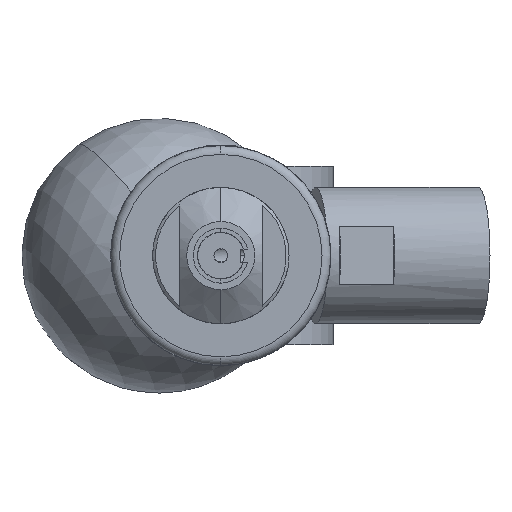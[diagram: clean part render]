
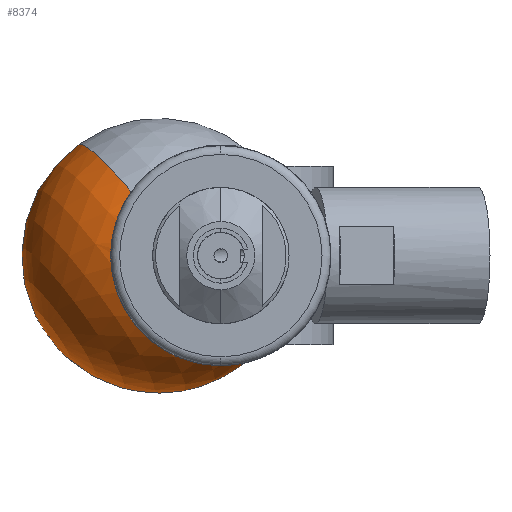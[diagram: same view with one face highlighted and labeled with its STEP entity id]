
A CAD part, left-side view. The second image highlights one B-rep face of the part: STEP entity #8374.
In plain terms, the highlighted spherical face has radius 15.875 mm.
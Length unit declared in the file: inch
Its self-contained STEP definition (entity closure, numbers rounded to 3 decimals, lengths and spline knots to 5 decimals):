
#478 = EDGE_CURVE ( 'NONE', #13012, #8698, #12336, .T. ) ;
#879 = AXIS2_PLACEMENT_3D ( 'NONE', #10821, #4172, #7522 ) ;
#1003 = DIRECTION ( 'NONE',  ( 0.988, 0.156, 0. ) ) ;
#1098 = CARTESIAN_POINT ( 'NONE',  ( 6.57877, 0.3349, 0.20274 ) ) ;
#1369 = VERTEX_POINT ( 'NONE', #1098 ) ;
#2042 = DIRECTION ( 'NONE',  ( 0.092, -0.578, -0.811 ) ) ;
#3323 = EDGE_CURVE ( 'NONE', #13012, #1369, #6388, .T. ) ;
#3990 = DIRECTION ( 'NONE',  ( 0., -0.59, -0.808 ) ) ;
#4172 = DIRECTION ( 'NONE',  ( 0.988, 0.156, 0. ) ) ;
#4410 = EDGE_CURVE ( 'NONE', #8698, #10907, #9938, .T. ) ;
#4436 = CARTESIAN_POINT ( 'NONE',  ( 6.60165, 0.19044, 0. ) ) ;
#4594 = CARTESIAN_POINT ( 'NONE',  ( 7.78472, 0.37782, 0. ) ) ;
#5132 = DIRECTION ( 'NONE',  ( -0.127, 0.801, -0.585 ) ) ;
#6388 = CIRCLE ( 'NONE', #8311, 0.625 ) ;
#6587 = EDGE_LOOP ( 'NONE', ( #8336, #9324, #12458, #14397 ) ) ;
#6658 = DIRECTION ( 'NONE',  ( 0.127, -0.801, 0.585 ) ) ;
#7283 = AXIS2_PLACEMENT_3D ( 'NONE', #11801, #5132, #10724 ) ;
#7522 = DIRECTION ( 'NONE',  ( 0.127, -0.801, 0.585 ) ) ;
#7626 = CARTESIAN_POINT ( 'NONE',  ( 7.16742, 0.28004, 0. ) ) ;
#7949 = DIRECTION ( 'NONE',  ( 0.127, -0.801, 0.585 ) ) ;
#8311 = AXIS2_PLACEMENT_3D ( 'NONE', #14780, #7949, #3990 ) ;
#8336 = ORIENTED_EDGE ( 'NONE', *, *, #3323, .F. ) ;
#8374 = ADVANCED_FACE ( 'NONE', ( #10099 ), #12291, .T. ) ;
#8698 = VERTEX_POINT ( 'NONE', #10039 ) ;
#9097 = CARTESIAN_POINT ( 'NONE',  ( 6.56993, 0.39068, -0.14627 ) ) ;
#9324 = ORIENTED_EDGE ( 'NONE', *, *, #478, .T. ) ;
#9737 = AXIS2_PLACEMENT_3D ( 'NONE', #7626, #13261, #2042 ) ;
#9938 = CIRCLE ( 'NONE', #879, 0.25 ) ;
#9995 = CIRCLE ( 'NONE', #14785, 0.25 ) ;
#10039 = CARTESIAN_POINT ( 'NONE',  ( 6.62453, 0.04597, -0.20274 ) ) ;
#10099 = FACE_OUTER_BOUND ( 'NONE', #6587, .T. ) ;
#10724 = DIRECTION ( 'NONE',  ( 0., 0.59, 0.808 ) ) ;
#10821 = CARTESIAN_POINT ( 'NONE',  ( 6.60165, 0.19044, 0. ) ) ;
#10907 = VERTEX_POINT ( 'NONE', #9097 ) ;
#11801 = CARTESIAN_POINT ( 'NONE',  ( 7.16742, 0.28004, 0. ) ) ;
#12018 = EDGE_CURVE ( 'NONE', #10907, #1369, #9995, .T. ) ;
#12291 = SPHERICAL_SURFACE ( 'NONE', #9737, 0.625 ) ;
#12336 = CIRCLE ( 'NONE', #7283, 0.625 ) ;
#12458 = ORIENTED_EDGE ( 'NONE', *, *, #4410, .T. ) ;
#13012 = VERTEX_POINT ( 'NONE', #4594 ) ;
#13261 = DIRECTION ( 'NONE',  ( 0.127, -0.801, 0.585 ) ) ;
#14397 = ORIENTED_EDGE ( 'NONE', *, *, #12018, .T. ) ;
#14780 = CARTESIAN_POINT ( 'NONE',  ( 7.16742, 0.28004, 0. ) ) ;
#14785 = AXIS2_PLACEMENT_3D ( 'NONE', #4436, #1003, #6658 ) ;
